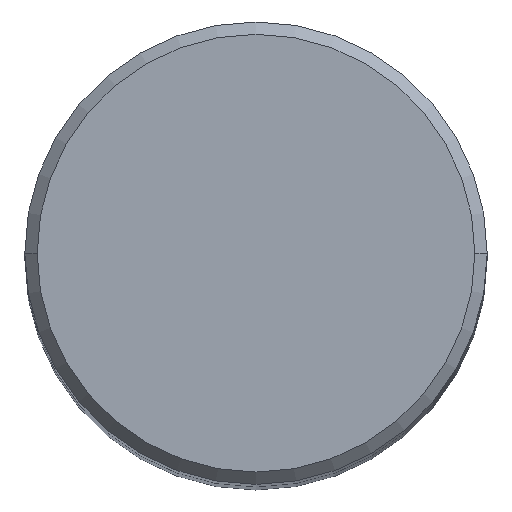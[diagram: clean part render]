
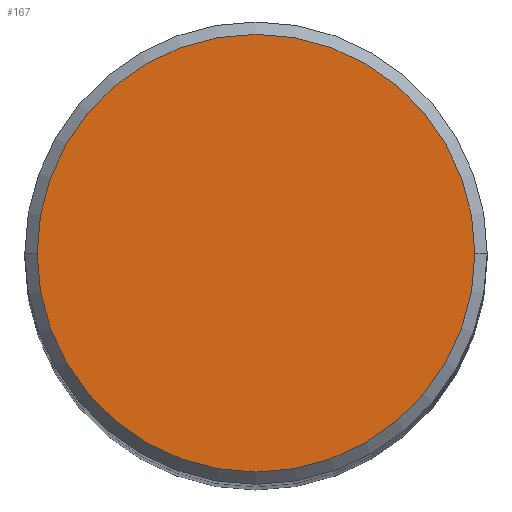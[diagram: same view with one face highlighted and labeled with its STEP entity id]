
A CAD part, top view. The second image highlights one B-rep face of the part: STEP entity #167.
In plain terms, the highlighted planar face has unit normal (0, 0, 1).
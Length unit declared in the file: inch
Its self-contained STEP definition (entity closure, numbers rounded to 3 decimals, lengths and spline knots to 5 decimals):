
#15 = FACE_OUTER_BOUND ( 'NONE', #131, .T. ) ;
#39 = DIRECTION ( 'NONE',  ( 0., 0., -1. ) ) ;
#42 = PLANE ( 'NONE',  #312 ) ;
#49 = CARTESIAN_POINT ( 'NONE',  ( -0.355, 0., 0. ) ) ;
#54 = DIRECTION ( 'NONE',  ( 0., 0., 1. ) ) ;
#63 = CARTESIAN_POINT ( 'NONE',  ( 0.355, 0., 0. ) ) ;
#67 = ORIENTED_EDGE ( 'NONE', *, *, #404, .T. ) ;
#89 = CARTESIAN_POINT ( 'NONE',  ( 0., 0., 0. ) ) ;
#120 = AXIS2_PLACEMENT_3D ( 'NONE', #89, #200, #233 ) ;
#126 = VERTEX_POINT ( 'NONE', #49 ) ;
#131 = EDGE_LOOP ( 'NONE', ( #316, #67 ) ) ;
#167 = ADVANCED_FACE ( 'NONE', ( #15 ), #42, .F. ) ;
#191 = CARTESIAN_POINT ( 'NONE',  ( 0., 0., 0. ) ) ;
#200 = DIRECTION ( 'NONE',  ( 0., 0., 1. ) ) ;
#213 = CARTESIAN_POINT ( 'NONE',  ( 0., 0.355, 0. ) ) ;
#214 = CIRCLE ( 'NONE', #298, 0.355 ) ;
#217 = DIRECTION ( 'NONE',  ( 1., 0., 0. ) ) ;
#233 = DIRECTION ( 'NONE',  ( 1., 0., 0. ) ) ;
#241 = EDGE_CURVE ( 'NONE', #126, #409, #214, .T. ) ;
#298 = AXIS2_PLACEMENT_3D ( 'NONE', #191, #54, #217 ) ;
#305 = DIRECTION ( 'NONE',  ( -1., 0., 0. ) ) ;
#312 = AXIS2_PLACEMENT_3D ( 'NONE', #213, #39, #305 ) ;
#316 = ORIENTED_EDGE ( 'NONE', *, *, #241, .T. ) ;
#340 = CIRCLE ( 'NONE', #120, 0.355 ) ;
#404 = EDGE_CURVE ( 'NONE', #409, #126, #340, .T. ) ;
#409 = VERTEX_POINT ( 'NONE', #63 ) ;
